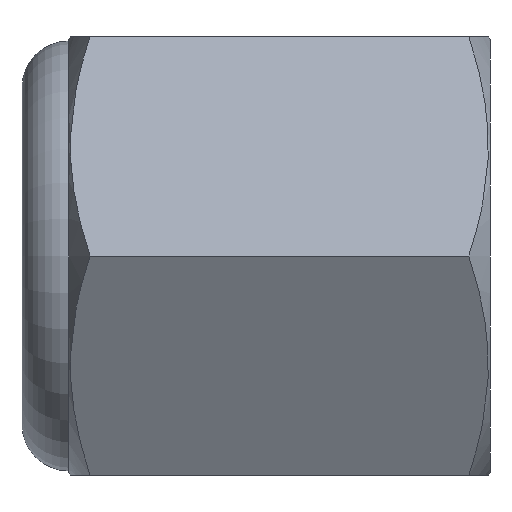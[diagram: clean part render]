
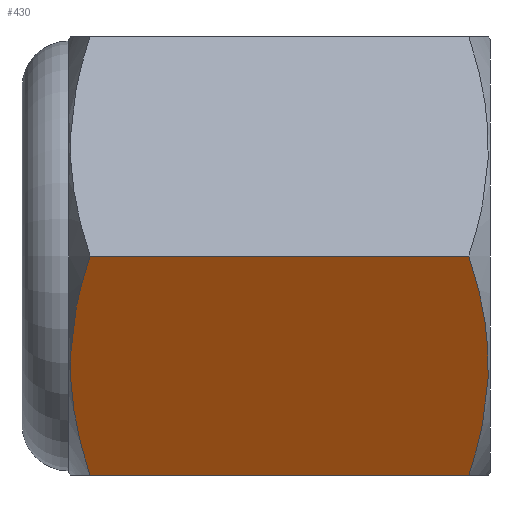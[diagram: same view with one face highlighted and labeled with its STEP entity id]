
A CAD part, front view. The second image highlights one B-rep face of the part: STEP entity #430.
In plain terms, the highlighted planar face has unit normal (0, -0.866, -0.5).
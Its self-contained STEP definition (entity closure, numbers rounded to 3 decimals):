
#212=CARTESIAN_POINT('',(2.216,-8.249,0.));
#213=VERTEX_POINT('',#212);
#227=CARTESIAN_POINT('',(14.548,-8.249,0.0));
#228=VERTEX_POINT('',#227);
#229=CARTESIAN_POINT('',(14.548,-8.249,0.0));
#230=DIRECTION('',(-1.0,0.0,0.0));
#231=VECTOR('',#230,12.332);
#232=LINE('',#229,#231);
#233=EDGE_CURVE('',#228,#213,#232,.T.);
#356=CARTESIAN_POINT('',(14.548,-4.124,-7.144));
#357=VERTEX_POINT('',#356);
#371=CARTESIAN_POINT('',(2.216,-4.124,-7.144));
#372=VERTEX_POINT('',#371);
#373=CARTESIAN_POINT('',(14.548,-4.124,-7.144));
#374=DIRECTION('',(-1.0,0.0,0.0));
#375=VECTOR('',#374,12.332);
#376=LINE('',#373,#375);
#377=EDGE_CURVE('',#357,#372,#376,.T.);
#395=CARTESIAN_POINT('',(15.24,-3.187,-8.768));
#396=DIRECTION('',(0.,0.866,0.5));
#397=DIRECTION('',(-1.0,0.0,0.0));
#398=AXIS2_PLACEMENT_3D('',#395,#396,#397);
#399=PLANE('',#398);
#400=ORIENTED_EDGE('',*,*,#377,.F.);
#401=CARTESIAN_POINT('',(14.548,-8.249,0.0));
#402=CARTESIAN_POINT('',(15.738,-6.187,-3.572));
#403=CARTESIAN_POINT('',(14.548,-4.124,-7.144));
#411=(BOUNDED_CURVE()B_SPLINE_CURVE(2,(#401,#402,#403),.UNSPECIFIED.,.F.,.U.)B_SPLINE_CURVE_WITH_KNOTS((3,3),(0.,0.835),.UNSPECIFIED.)CURVE()GEOMETRIC_REPRESENTATION_ITEM()RATIONAL_B_SPLINE_CURVE((1.,1.155,1.))REPRESENTATION_ITEM(''));
#412=EDGE_CURVE('',#228,#357,#411,.T.);
#413=ORIENTED_EDGE('',*,*,#412,.F.);
#414=ORIENTED_EDGE('',*,*,#233,.T.);
#415=CARTESIAN_POINT('',(2.216,-4.124,-7.144));
#416=CARTESIAN_POINT('',(1.026,-6.187,-3.572));
#417=CARTESIAN_POINT('',(2.216,-8.249,0.));
#425=(BOUNDED_CURVE()B_SPLINE_CURVE(2,(#415,#416,#417),.UNSPECIFIED.,.F.,.U.)B_SPLINE_CURVE_WITH_KNOTS((3,3),(0.,0.835),.UNSPECIFIED.)CURVE()GEOMETRIC_REPRESENTATION_ITEM()RATIONAL_B_SPLINE_CURVE((1.,1.155,1.))REPRESENTATION_ITEM(''));
#426=EDGE_CURVE('',#372,#213,#425,.T.);
#427=ORIENTED_EDGE('',*,*,#426,.F.);
#428=EDGE_LOOP('',(#400,#413,#414,#427));
#429=FACE_OUTER_BOUND('',#428,.T.);
#430=ADVANCED_FACE('',(#429),#399,.F.);
